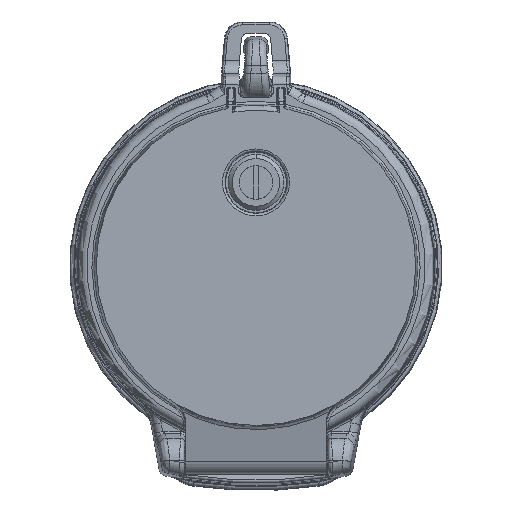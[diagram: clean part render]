
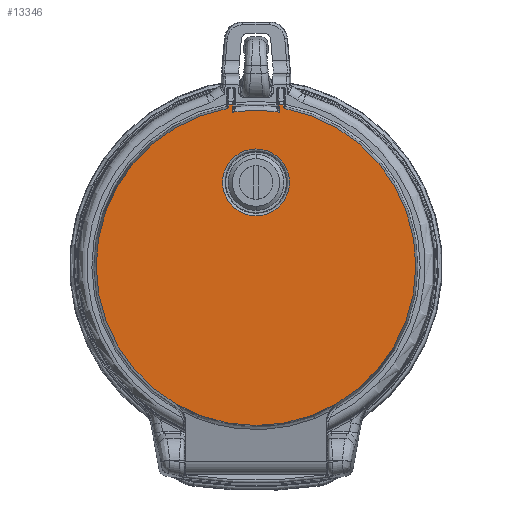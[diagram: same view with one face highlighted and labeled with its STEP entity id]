
A CAD part, top view. The second image highlights one B-rep face of the part: STEP entity #13346.
In plain terms, the highlighted planar face has unit normal (0, 0, 1).
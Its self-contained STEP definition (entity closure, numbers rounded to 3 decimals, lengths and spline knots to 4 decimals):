
#811=FACE_BOUND('',#18767,.T.);
#812=FACE_BOUND('',#18768,.T.);
#2623=PLANE('',#50243);
#4017=LINE('',#68377,#8516);
#4018=LINE('',#68379,#8517);
#4019=LINE('',#68381,#8518);
#4020=LINE('',#68385,#8519);
#4021=LINE('',#68387,#8520);
#4022=LINE('',#68389,#8521);
#8516=VECTOR('',#54532,1.);
#8517=VECTOR('',#54533,1.);
#8518=VECTOR('',#54534,1.);
#8519=VECTOR('',#54537,1.);
#8520=VECTOR('',#54538,1.);
#8521=VECTOR('',#54539,1.);
#13346=ADVANCED_FACE('',(#811,#812),#2623,.T.);
#18767=EDGE_LOOP('',(#22849,#22850,#22851,#22852,#22853,#22854,#22855,#22856,
#22857,#22858));
#18768=EDGE_LOOP('',(#22859));
#21531=B_SPLINE_CURVE_WITH_KNOTS('',3,(#68343,#68344,#68345,#68346,#68347,
#68348,#68349,#68350,#68351,#68352,#68353,#68354,#68355,#68356,#68357,#68358),
 .UNSPECIFIED.,.F.,.F.,(4,3,3,3,3,4),(0.,0.0052,0.0799,
0.5099,0.754,1.),.UNSPECIFIED.);
#21532=B_SPLINE_CURVE_WITH_KNOTS('',3,(#68360,#68361,#68362,#68363,#68364,
#68365,#68366,#68367,#68368,#68369,#68370,#68371,#68372,#68373,#68374,#68375),
 .UNSPECIFIED.,.F.,.F.,(4,3,3,3,3,4),(0.,0.246,0.4901,
0.9201,0.9948,1.),.UNSPECIFIED.);
#22849=ORIENTED_EDGE('',*,*,#42063,.T.);
#22850=ORIENTED_EDGE('',*,*,#41766,.F.);
#22851=ORIENTED_EDGE('',*,*,#42064,.T.);
#22852=ORIENTED_EDGE('',*,*,#42065,.T.);
#22853=ORIENTED_EDGE('',*,*,#42066,.T.);
#22854=ORIENTED_EDGE('',*,*,#42067,.T.);
#22855=ORIENTED_EDGE('',*,*,#42068,.T.);
#22856=ORIENTED_EDGE('',*,*,#42069,.T.);
#22857=ORIENTED_EDGE('',*,*,#42070,.T.);
#22858=ORIENTED_EDGE('',*,*,#42071,.T.);
#22859=ORIENTED_EDGE('',*,*,#42072,.T.);
#37003=VERTEX_POINT('',#66660);
#37004=VERTEX_POINT('',#66661);
#37191=VERTEX_POINT('',#68359);
#37192=VERTEX_POINT('',#68376);
#37193=VERTEX_POINT('',#68378);
#37194=VERTEX_POINT('',#68380);
#37195=VERTEX_POINT('',#68382);
#37196=VERTEX_POINT('',#68384);
#37197=VERTEX_POINT('',#68386);
#37198=VERTEX_POINT('',#68388);
#37199=VERTEX_POINT('',#68391);
#41766=EDGE_CURVE('',#37003,#37004,#49126,.T.);
#42063=EDGE_CURVE('',#37191,#37004,#21531,.T.);
#42064=EDGE_CURVE('',#37003,#37192,#21532,.T.);
#42065=EDGE_CURVE('',#37192,#37193,#4017,.T.);
#42066=EDGE_CURVE('',#37193,#37194,#4018,.T.);
#42067=EDGE_CURVE('',#37194,#37195,#4019,.T.);
#42068=EDGE_CURVE('',#37195,#37196,#49210,.T.);
#42069=EDGE_CURVE('',#37196,#37197,#4020,.T.);
#42070=EDGE_CURVE('',#37197,#37198,#4021,.T.);
#42071=EDGE_CURVE('',#37198,#37191,#4022,.T.);
#42072=EDGE_CURVE('',#37199,#37199,#49211,.T.);
#49126=CIRCLE('',#50046,2.25);
#49210=CIRCLE('',#50241,2.1859);
#49211=CIRCLE('',#50242,0.471);
#50046=AXIS2_PLACEMENT_3D('',#66659,#54051,#54052);
#50241=AXIS2_PLACEMENT_3D('',#68383,#54535,#54536);
#50242=AXIS2_PLACEMENT_3D('',#68390,#54540,#54541);
#50243=AXIS2_PLACEMENT_3D('',#68392,#54542,#54543);
#54051=DIRECTION('',(0.,0.,-1.));
#54052=DIRECTION('',(1.,0.,0.));
#54532=DIRECTION('',(0.,1.,0.));
#54533=DIRECTION('',(-1.,0.,0.));
#54534=DIRECTION('',(0.,-1.,0.));
#54535=DIRECTION('',(0.,0.,1.));
#54536=DIRECTION('',(1.,0.,0.));
#54537=DIRECTION('',(0.,1.,0.));
#54538=DIRECTION('',(-1.,0.,0.));
#54539=DIRECTION('',(0.,-1.,0.));
#54540=DIRECTION('',(0.,0.,-1.));
#54541=DIRECTION('',(1.,0.,0.));
#54542=DIRECTION('',(0.,0.,1.));
#54543=DIRECTION('',(1.,0.,0.));
#66659=CARTESIAN_POINT('',(0.,0.,0.5975));
#66660=CARTESIAN_POINT('',(0.4069,2.2129,0.5975));
#66661=CARTESIAN_POINT('',(-0.4069,2.2129,0.5975));
#68343=CARTESIAN_POINT('',(-0.3829,2.2358,0.5975));
#68344=CARTESIAN_POINT('',(-0.383,2.2357,0.5975));
#68345=CARTESIAN_POINT('',(-0.383,2.2357,0.5975));
#68346=CARTESIAN_POINT('',(-0.383,2.2356,0.5975));
#68347=CARTESIAN_POINT('',(-0.3834,2.2348,0.5975));
#68348=CARTESIAN_POINT('',(-0.3838,2.2341,0.5975));
#68349=CARTESIAN_POINT('',(-0.3842,2.2333,0.5975));
#68350=CARTESIAN_POINT('',(-0.3865,2.229,0.5975));
#68351=CARTESIAN_POINT('',(-0.3891,2.2246,0.5975));
#68352=CARTESIAN_POINT('',(-0.3925,2.2211,0.5975));
#68353=CARTESIAN_POINT('',(-0.3944,2.2191,0.5975));
#68354=CARTESIAN_POINT('',(-0.3966,2.2172,0.5975));
#68355=CARTESIAN_POINT('',(-0.399,2.2158,0.5975));
#68356=CARTESIAN_POINT('',(-0.4015,2.2144,0.5975));
#68357=CARTESIAN_POINT('',(-0.4042,2.2134,0.5975));
#68358=CARTESIAN_POINT('',(-0.4069,2.2129,0.5975));
#68359=CARTESIAN_POINT('',(-0.3829,2.2358,0.5975));
#68360=CARTESIAN_POINT('',(0.4069,2.2129,0.5975));
#68361=CARTESIAN_POINT('',(0.4042,2.2134,0.5975));
#68362=CARTESIAN_POINT('',(0.4015,2.2144,0.5975));
#68363=CARTESIAN_POINT('',(0.399,2.2158,0.5975));
#68364=CARTESIAN_POINT('',(0.3966,2.2172,0.5975));
#68365=CARTESIAN_POINT('',(0.3944,2.2191,0.5975));
#68366=CARTESIAN_POINT('',(0.3925,2.2211,0.5975));
#68367=CARTESIAN_POINT('',(0.3891,2.2246,0.5975));
#68368=CARTESIAN_POINT('',(0.3865,2.229,0.5975));
#68369=CARTESIAN_POINT('',(0.3842,2.2333,0.5975));
#68370=CARTESIAN_POINT('',(0.3838,2.2341,0.5975));
#68371=CARTESIAN_POINT('',(0.3834,2.2348,0.5975));
#68372=CARTESIAN_POINT('',(0.383,2.2356,0.5975));
#68373=CARTESIAN_POINT('',(0.383,2.2357,0.5975));
#68374=CARTESIAN_POINT('',(0.383,2.2357,0.5975));
#68375=CARTESIAN_POINT('',(0.3829,2.2358,0.5975));
#68376=CARTESIAN_POINT('',(0.3829,2.2358,0.5975));
#68377=CARTESIAN_POINT('',(0.3829,0.,0.5975));
#68378=CARTESIAN_POINT('',(0.3829,2.2629,0.5975));
#68379=CARTESIAN_POINT('',(0.,2.2629,0.5975));
#68380=CARTESIAN_POINT('',(0.3253,2.2629,0.5975));
#68381=CARTESIAN_POINT('',(0.3253,2.163,0.5975));
#68382=CARTESIAN_POINT('',(0.3253,2.1615,0.5975));
#68383=CARTESIAN_POINT('',(0.,0.,0.5975));
#68384=CARTESIAN_POINT('',(-0.3253,2.1615,0.5975));
#68385=CARTESIAN_POINT('',(-0.3253,0.,0.5975));
#68386=CARTESIAN_POINT('',(-0.3253,2.2629,0.5975));
#68387=CARTESIAN_POINT('',(0.,2.2629,0.5975));
#68388=CARTESIAN_POINT('',(-0.3829,2.2629,0.5975));
#68389=CARTESIAN_POINT('',(-0.3829,2.1503,0.5975));
#68390=CARTESIAN_POINT('',(0.,1.1725,0.5975));
#68391=CARTESIAN_POINT('',(0.471,1.1725,0.5975));
#68392=CARTESIAN_POINT('',(0.,0.,0.5975));
